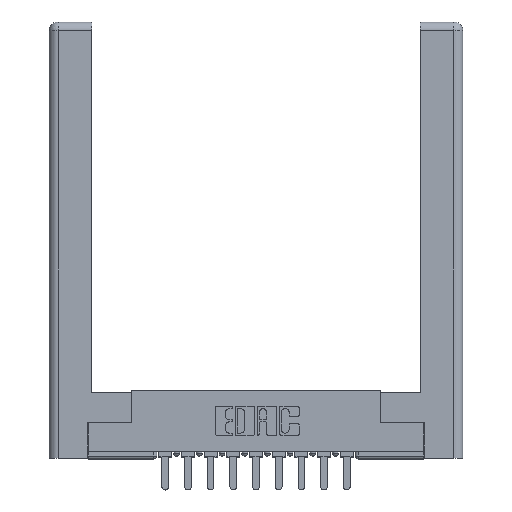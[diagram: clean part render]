
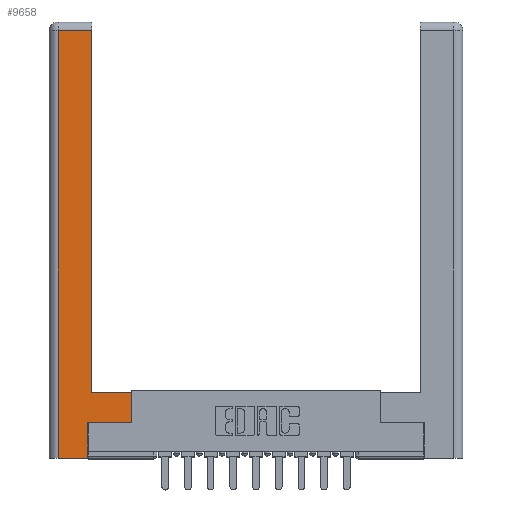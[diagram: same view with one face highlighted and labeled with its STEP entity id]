
A CAD part, top view. The second image highlights one B-rep face of the part: STEP entity #9658.
In plain terms, the highlighted planar face has unit normal (0, 0, 1).
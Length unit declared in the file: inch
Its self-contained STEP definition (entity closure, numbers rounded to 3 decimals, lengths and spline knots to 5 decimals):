
#533 = CARTESIAN_POINT ( 'NONE',  ( 0.0615, 2.94, 0. ) ) ;
#713 = ORIENTED_EDGE ( 'NONE', *, *, #2545, .T. ) ;
#884 = VERTEX_POINT ( 'NONE', #4924 ) ;
#1323 = CARTESIAN_POINT ( 'NONE',  ( 0.265, 0., 0. ) ) ;
#1483 = DIRECTION ( 'NONE',  ( -1., 0., 0. ) ) ;
#1773 = CARTESIAN_POINT ( 'NONE',  ( 0.295, 0.45, 0. ) ) ;
#1845 = DIRECTION ( 'NONE',  ( 1., 0., 0. ) ) ;
#1932 = VECTOR ( 'NONE', #1483, 39.37008 ) ;
#2098 = EDGE_CURVE ( 'NONE', #884, #14874, #12415, .T. ) ;
#2545 = EDGE_CURVE ( 'NONE', #4403, #12779, #3265, .T. ) ;
#2701 = DIRECTION ( 'NONE',  ( 0., -1., 0. ) ) ;
#3048 = CARTESIAN_POINT ( 'NONE',  ( 0.565, 0.45, 0. ) ) ;
#3109 = LINE ( 'NONE', #5982, #15019 ) ;
#3265 = LINE ( 'NONE', #10741, #14261 ) ;
#4218 = VECTOR ( 'NONE', #7186, 39.37008 ) ;
#4373 = ORIENTED_EDGE ( 'NONE', *, *, #2098, .T. ) ;
#4403 = VERTEX_POINT ( 'NONE', #8025 ) ;
#4499 = LINE ( 'NONE', #14891, #11990 ) ;
#4559 = EDGE_CURVE ( 'NONE', #12779, #11881, #6996, .T. ) ;
#4924 = CARTESIAN_POINT ( 'NONE',  ( 0.0615, 0., 0. ) ) ;
#5144 = FACE_OUTER_BOUND ( 'NONE', #7390, .T. ) ;
#5172 = ORIENTED_EDGE ( 'NONE', *, *, #10994, .T. ) ;
#5569 = LINE ( 'NONE', #11767, #8688 ) ;
#5806 = PLANE ( 'NONE',  #6739 ) ;
#5982 = CARTESIAN_POINT ( 'NONE',  ( 0.0615, 0., 0. ) ) ;
#6013 = DIRECTION ( 'NONE',  ( 0., 1., 0. ) ) ;
#6739 = AXIS2_PLACEMENT_3D ( 'NONE', #6922, #14009, #12758 ) ;
#6922 = CARTESIAN_POINT ( 'NONE',  ( 0., 0., 0. ) ) ;
#6996 = LINE ( 'NONE', #8379, #1932 ) ;
#7138 = EDGE_CURVE ( 'NONE', #10097, #11817, #14944, .T. ) ;
#7186 = DIRECTION ( 'NONE',  ( 0., 1., 0. ) ) ;
#7390 = EDGE_LOOP ( 'NONE', ( #12533, #8087, #5172, #4373, #13099, #10270, #713, #12131 ) ) ;
#7556 = VECTOR ( 'NONE', #13252, 39.37008 ) ;
#7860 = LINE ( 'NONE', #11715, #4218 ) ;
#8025 = CARTESIAN_POINT ( 'NONE',  ( 0.565, 0.245, 0. ) ) ;
#8087 = ORIENTED_EDGE ( 'NONE', *, *, #7138, .T. ) ;
#8379 = CARTESIAN_POINT ( 'NONE',  ( 0.295, 0.45, 0. ) ) ;
#8688 = VECTOR ( 'NONE', #6013, 39.37008 ) ;
#8924 = CARTESIAN_POINT ( 'NONE',  ( 0.295, 2.94, 0. ) ) ;
#9658 = ADVANCED_FACE ( 'NONE', ( #5144 ), #5806, .F. ) ;
#9755 = EDGE_CURVE ( 'NONE', #14874, #14984, #7860, .T. ) ;
#10097 = VERTEX_POINT ( 'NONE', #8924 ) ;
#10270 = ORIENTED_EDGE ( 'NONE', *, *, #11347, .T. ) ;
#10367 = VECTOR ( 'NONE', #13319, 39.37008 ) ;
#10636 = DIRECTION ( 'NONE',  ( 0., 1., 0. ) ) ;
#10741 = CARTESIAN_POINT ( 'NONE',  ( 0.565, 0.45, 0. ) ) ;
#10994 = EDGE_CURVE ( 'NONE', #11817, #884, #3109, .T. ) ;
#11347 = EDGE_CURVE ( 'NONE', #14984, #4403, #4499, .T. ) ;
#11715 = CARTESIAN_POINT ( 'NONE',  ( 0.265, 0.245, 0. ) ) ;
#11767 = CARTESIAN_POINT ( 'NONE',  ( 0.295, 3., 0. ) ) ;
#11817 = VERTEX_POINT ( 'NONE', #14627 ) ;
#11881 = VERTEX_POINT ( 'NONE', #1773 ) ;
#11990 = VECTOR ( 'NONE', #1845, 39.37008 ) ;
#12131 = ORIENTED_EDGE ( 'NONE', *, *, #4559, .T. ) ;
#12415 = LINE ( 'NONE', #14613, #10367 ) ;
#12533 = ORIENTED_EDGE ( 'NONE', *, *, #12955, .T. ) ;
#12758 = DIRECTION ( 'NONE',  ( -1., 0., 0. ) ) ;
#12779 = VERTEX_POINT ( 'NONE', #3048 ) ;
#12955 = EDGE_CURVE ( 'NONE', #11881, #10097, #5569, .T. ) ;
#13099 = ORIENTED_EDGE ( 'NONE', *, *, #9755, .T. ) ;
#13252 = DIRECTION ( 'NONE',  ( -1., 0., 0. ) ) ;
#13319 = DIRECTION ( 'NONE',  ( 1., 0., 0. ) ) ;
#13473 = CARTESIAN_POINT ( 'NONE',  ( 0.265, 0.245, 0. ) ) ;
#14009 = DIRECTION ( 'NONE',  ( 0., 0., -1. ) ) ;
#14261 = VECTOR ( 'NONE', #10636, 39.37008 ) ;
#14613 = CARTESIAN_POINT ( 'NONE',  ( 0.265, 0., 0. ) ) ;
#14627 = CARTESIAN_POINT ( 'NONE',  ( 0.0615, 2.94, 0. ) ) ;
#14874 = VERTEX_POINT ( 'NONE', #1323 ) ;
#14891 = CARTESIAN_POINT ( 'NONE',  ( 0.565, 0.245, 0. ) ) ;
#14944 = LINE ( 'NONE', #533, #7556 ) ;
#14984 = VERTEX_POINT ( 'NONE', #13473 ) ;
#15019 = VECTOR ( 'NONE', #2701, 39.37008 ) ;
